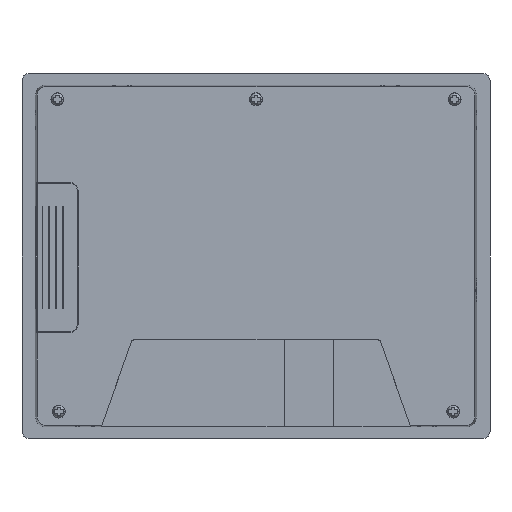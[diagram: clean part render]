
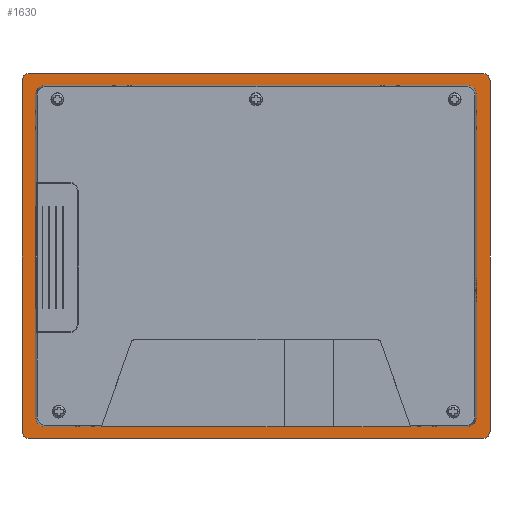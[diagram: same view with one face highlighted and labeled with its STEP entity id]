
A CAD part, top view. The second image highlights one B-rep face of the part: STEP entity #1630.
In plain terms, the highlighted planar face has unit normal (0, 0, 1).
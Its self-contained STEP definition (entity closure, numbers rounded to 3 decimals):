
#65 = LINE ( 'NONE', #7865, #6322 ) ;
#160 = AXIS2_PLACEMENT_3D ( 'NONE', #2027, #1337, #4151 ) ;
#168 = CIRCLE ( 'NONE', #5323, 6. ) ;
#209 = DIRECTION ( 'NONE',  ( 0., 0., 1. ) ) ;
#366 = ORIENTED_EDGE ( 'NONE', *, *, #8149, .F. ) ;
#377 = ORIENTED_EDGE ( 'NONE', *, *, #4697, .F. ) ;
#380 = DIRECTION ( 'NONE',  ( -1., 0., 0. ) ) ;
#407 = VERTEX_POINT ( 'NONE', #1929 ) ;
#568 = EDGE_CURVE ( 'NONE', #6148, #5620, #4111, .T. ) ;
#626 = EDGE_CURVE ( 'NONE', #6654, #2096, #6444, .T. ) ;
#722 = EDGE_CURVE ( 'NONE', #903, #6511, #6010, .T. ) ;
#744 = CARTESIAN_POINT ( 'NONE',  ( 123., 94., 7. ) ) ;
#755 = VERTEX_POINT ( 'NONE', #6802 ) ;
#762 = CARTESIAN_POINT ( 'NONE',  ( 123., -100., 7. ) ) ;
#846 = AXIS2_PLACEMENT_3D ( 'NONE', #1778, #4591, #7308 ) ;
#903 = VERTEX_POINT ( 'NONE', #7022 ) ;
#1053 = ORIENTED_EDGE ( 'NONE', *, *, #626, .T. ) ;
#1080 = CARTESIAN_POINT ( 'NONE',  ( -132.5, 106.867, 7. ) ) ;
#1162 = CIRCLE ( 'NONE', #2931, 4.367 ) ;
#1207 = CARTESIAN_POINT ( 'NONE',  ( -132.5, -106.867, 7. ) ) ;
#1337 = DIRECTION ( 'NONE',  ( 0., 0., -1. ) ) ;
#1471 = VECTOR ( 'NONE', #8220, 1000. ) ;
#1542 = DIRECTION ( 'NONE',  ( 0., 1., 0. ) ) ;
#1597 = VECTOR ( 'NONE', #5246, 1000. ) ;
#1630 = ADVANCED_FACE ( 'NONE', ( #8361, #6915 ), #3415, .F. ) ;
#1778 = CARTESIAN_POINT ( 'NONE',  ( 132.5, -102.5, 7. ) ) ;
#1898 = CARTESIAN_POINT ( 'NONE',  ( 132.5, 102.5, 7. ) ) ;
#1922 = AXIS2_PLACEMENT_3D ( 'NONE', #5586, #2631, #4759 ) ;
#1929 = CARTESIAN_POINT ( 'NONE',  ( -136.867, -102.5, 7. ) ) ;
#2027 = CARTESIAN_POINT ( 'NONE',  ( -132.5, -102.5, 7. ) ) ;
#2096 = VERTEX_POINT ( 'NONE', #3650 ) ;
#2112 = CARTESIAN_POINT ( 'NONE',  ( -123., -94., 7. ) ) ;
#2283 = DIRECTION ( 'NONE',  ( 0., 0., 1. ) ) ;
#2297 = VERTEX_POINT ( 'NONE', #7403 ) ;
#2311 = CARTESIAN_POINT ( 'NONE',  ( -129., -94., 7. ) ) ;
#2329 = EDGE_CURVE ( 'NONE', #2297, #6268, #1162, .T. ) ;
#2439 = LINE ( 'NONE', #5344, #1597 ) ;
#2515 = DIRECTION ( 'NONE',  ( 0., -1., 0. ) ) ;
#2535 = CARTESIAN_POINT ( 'NONE',  ( -123., -100., 7. ) ) ;
#2581 = LINE ( 'NONE', #7574, #1471 ) ;
#2631 = DIRECTION ( 'NONE',  ( 0., 0., 1. ) ) ;
#2641 = VECTOR ( 'NONE', #6416, 1000. ) ;
#2841 = DIRECTION ( 'NONE',  ( -1., 0., 0. ) ) ;
#2842 = VERTEX_POINT ( 'NONE', #7445 ) ;
#2931 = AXIS2_PLACEMENT_3D ( 'NONE', #1898, #4857, #3285 ) ;
#2974 = EDGE_LOOP ( 'NONE', ( #5957, #8238, #1053, #5397, #6060, #4538, #3411, #4113 ) ) ;
#3147 = EDGE_CURVE ( 'NONE', #4650, #2842, #7118, .T. ) ;
#3285 = DIRECTION ( 'NONE',  ( -1., 0., 0. ) ) ;
#3289 = CARTESIAN_POINT ( 'NONE',  ( 132.5, 106.867, 7. ) ) ;
#3381 = EDGE_CURVE ( 'NONE', #6123, #4650, #8416, .T. ) ;
#3411 = ORIENTED_EDGE ( 'NONE', *, *, #568, .T. ) ;
#3415 = PLANE ( 'NONE',  #160 ) ;
#3640 = VERTEX_POINT ( 'NONE', #7655 ) ;
#3650 = CARTESIAN_POINT ( 'NONE',  ( 136.867, -102.5, 7. ) ) ;
#3730 = CARTESIAN_POINT ( 'NONE',  ( 129., -94., 7. ) ) ;
#3931 = EDGE_CURVE ( 'NONE', #407, #5637, #8858, .T. ) ;
#3950 = AXIS2_PLACEMENT_3D ( 'NONE', #2112, #4221, #4923 ) ;
#4060 = DIRECTION ( 'NONE',  ( 1., 0., 0. ) ) ;
#4111 = CIRCLE ( 'NONE', #8816, 4.367 ) ;
#4113 = ORIENTED_EDGE ( 'NONE', *, *, #6761, .T. ) ;
#4143 = ORIENTED_EDGE ( 'NONE', *, *, #3147, .F. ) ;
#4151 = DIRECTION ( 'NONE',  ( -1., 0., 0. ) ) ;
#4221 = DIRECTION ( 'NONE',  ( 0., 0., 1. ) ) ;
#4281 = ORIENTED_EDGE ( 'NONE', *, *, #4798, .F. ) ;
#4382 = VECTOR ( 'NONE', #5343, 1000. ) ;
#4431 = VECTOR ( 'NONE', #4060, 1000. ) ;
#4483 = CARTESIAN_POINT ( 'NONE',  ( -132.5, 106.867, 7. ) ) ;
#4501 = EDGE_CURVE ( 'NONE', #5637, #6654, #6139, .T. ) ;
#4538 = ORIENTED_EDGE ( 'NONE', *, *, #6246, .T. ) ;
#4572 = CARTESIAN_POINT ( 'NONE',  ( 132.5, -106.867, 7. ) ) ;
#4591 = DIRECTION ( 'NONE',  ( 0., 0., 1. ) ) ;
#4595 = DIRECTION ( 'NONE',  ( -1., 0., 0. ) ) ;
#4634 = CARTESIAN_POINT ( 'NONE',  ( -136.867, 102.5, 7. ) ) ;
#4650 = VERTEX_POINT ( 'NONE', #3730 ) ;
#4697 = EDGE_CURVE ( 'NONE', #2842, #3640, #168, .T. ) ;
#4759 = DIRECTION ( 'NONE',  ( 1., 0., 0. ) ) ;
#4798 = EDGE_CURVE ( 'NONE', #3640, #755, #2439, .T. ) ;
#4857 = DIRECTION ( 'NONE',  ( 0., 0., 1. ) ) ;
#4878 = AXIS2_PLACEMENT_3D ( 'NONE', #7233, #209, #4595 ) ;
#4923 = DIRECTION ( 'NONE',  ( -1., 0., 0. ) ) ;
#5092 = DIRECTION ( 'NONE',  ( -1., 0., 0. ) ) ;
#5246 = DIRECTION ( 'NONE',  ( -1., 0., 0. ) ) ;
#5299 = LINE ( 'NONE', #2535, #4382 ) ;
#5323 = AXIS2_PLACEMENT_3D ( 'NONE', #744, #8548, #6407 ) ;
#5343 = DIRECTION ( 'NONE',  ( 1., 0., 0. ) ) ;
#5344 = CARTESIAN_POINT ( 'NONE',  ( -123., 100., 7. ) ) ;
#5397 = ORIENTED_EDGE ( 'NONE', *, *, #6015, .T. ) ;
#5463 = EDGE_CURVE ( 'NONE', #6511, #7446, #8081, .T. ) ;
#5516 = CARTESIAN_POINT ( 'NONE',  ( -123., -100., 7. ) ) ;
#5586 = CARTESIAN_POINT ( 'NONE',  ( 123., -94., 7. ) ) ;
#5620 = VERTEX_POINT ( 'NONE', #4634 ) ;
#5637 = VERTEX_POINT ( 'NONE', #8891 ) ;
#5957 = ORIENTED_EDGE ( 'NONE', *, *, #3931, .T. ) ;
#6010 = LINE ( 'NONE', #8843, #8960 ) ;
#6015 = EDGE_CURVE ( 'NONE', #2096, #2297, #65, .T. ) ;
#6017 = VECTOR ( 'NONE', #380, 1000. ) ;
#6060 = ORIENTED_EDGE ( 'NONE', *, *, #2329, .T. ) ;
#6102 = ORIENTED_EDGE ( 'NONE', *, *, #722, .F. ) ;
#6123 = VERTEX_POINT ( 'NONE', #762 ) ;
#6139 = LINE ( 'NONE', #1207, #4431 ) ;
#6148 = VERTEX_POINT ( 'NONE', #4483 ) ;
#6246 = EDGE_CURVE ( 'NONE', #6268, #6148, #7407, .T. ) ;
#6268 = VERTEX_POINT ( 'NONE', #3289 ) ;
#6322 = VECTOR ( 'NONE', #1542, 1000. ) ;
#6349 = DIRECTION ( 'NONE',  ( 0., 0., 1. ) ) ;
#6407 = DIRECTION ( 'NONE',  ( -1., 0., 0. ) ) ;
#6414 = ORIENTED_EDGE ( 'NONE', *, *, #5463, .F. ) ;
#6416 = DIRECTION ( 'NONE',  ( 0., 1., 0. ) ) ;
#6444 = CIRCLE ( 'NONE', #846, 4.367 ) ;
#6511 = VERTEX_POINT ( 'NONE', #2311 ) ;
#6547 = ORIENTED_EDGE ( 'NONE', *, *, #7718, .F. ) ;
#6654 = VERTEX_POINT ( 'NONE', #4572 ) ;
#6761 = EDGE_CURVE ( 'NONE', #5620, #407, #2581, .T. ) ;
#6782 = AXIS2_PLACEMENT_3D ( 'NONE', #7029, #6349, #2841 ) ;
#6802 = CARTESIAN_POINT ( 'NONE',  ( -123., 100., 7. ) ) ;
#6915 = FACE_BOUND ( 'NONE', #7973, .T. ) ;
#6927 = CIRCLE ( 'NONE', #6782, 6. ) ;
#7022 = CARTESIAN_POINT ( 'NONE',  ( -129., 94., 7. ) ) ;
#7029 = CARTESIAN_POINT ( 'NONE',  ( -123., 94., 7. ) ) ;
#7118 = LINE ( 'NONE', #8556, #2641 ) ;
#7233 = CARTESIAN_POINT ( 'NONE',  ( -132.5, -102.5, 7. ) ) ;
#7308 = DIRECTION ( 'NONE',  ( -1., 0., 0. ) ) ;
#7403 = CARTESIAN_POINT ( 'NONE',  ( 136.867, 102.5, 7. ) ) ;
#7407 = LINE ( 'NONE', #1080, #6017 ) ;
#7445 = CARTESIAN_POINT ( 'NONE',  ( 129., 94., 7. ) ) ;
#7446 = VERTEX_POINT ( 'NONE', #5516 ) ;
#7574 = CARTESIAN_POINT ( 'NONE',  ( -136.867, -102.5, 7. ) ) ;
#7655 = CARTESIAN_POINT ( 'NONE',  ( 123., 100., 7. ) ) ;
#7718 = EDGE_CURVE ( 'NONE', #755, #903, #6927, .T. ) ;
#7865 = CARTESIAN_POINT ( 'NONE',  ( 136.867, -102.5, 7. ) ) ;
#7973 = EDGE_LOOP ( 'NONE', ( #6414, #6102, #6547, #4281, #377, #4143, #8012, #366 ) ) ;
#8012 = ORIENTED_EDGE ( 'NONE', *, *, #3381, .F. ) ;
#8081 = CIRCLE ( 'NONE', #3950, 6. ) ;
#8149 = EDGE_CURVE ( 'NONE', #7446, #6123, #5299, .T. ) ;
#8220 = DIRECTION ( 'NONE',  ( 0., -1., 0. ) ) ;
#8238 = ORIENTED_EDGE ( 'NONE', *, *, #4501, .T. ) ;
#8361 = FACE_OUTER_BOUND ( 'NONE', #2974, .T. ) ;
#8416 = CIRCLE ( 'NONE', #1922, 6. ) ;
#8548 = DIRECTION ( 'NONE',  ( 0., 0., 1. ) ) ;
#8556 = CARTESIAN_POINT ( 'NONE',  ( 129., -94., 7. ) ) ;
#8659 = CARTESIAN_POINT ( 'NONE',  ( -132.5, 102.5, 7. ) ) ;
#8816 = AXIS2_PLACEMENT_3D ( 'NONE', #8659, #2283, #5092 ) ;
#8843 = CARTESIAN_POINT ( 'NONE',  ( -129., -94., 7. ) ) ;
#8858 = CIRCLE ( 'NONE', #4878, 4.367 ) ;
#8891 = CARTESIAN_POINT ( 'NONE',  ( -132.5, -106.867, 7. ) ) ;
#8960 = VECTOR ( 'NONE', #2515, 1000. ) ;
